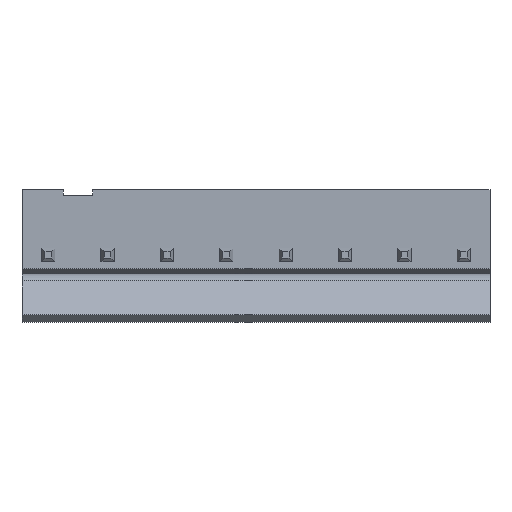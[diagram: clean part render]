
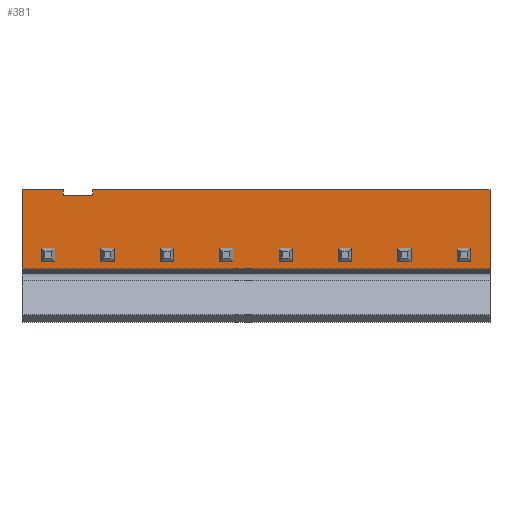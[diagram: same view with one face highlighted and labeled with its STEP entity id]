
A CAD part, top view. The second image highlights one B-rep face of the part: STEP entity #381.
In plain terms, the highlighted planar face has unit normal (0, 0, 1).
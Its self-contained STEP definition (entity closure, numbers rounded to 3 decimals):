
#381=ADVANCED_FACE('',(#744),#746,.T.);
#744=FACE_BOUND('',#745,.T.);
#745=EDGE_LOOP('',(#1026,#1027,#1028,#1029,#1030,#1031,#1032,#1033));
#746=PLANE('',#747);
#747=AXIS2_PLACEMENT_3D('',#748,#749,#750);
#748=CARTESIAN_POINT('',(37.81,-1.19,3.2));
#749=DIRECTION('',(0.,-0.,1.));
#750=DIRECTION('',(0.,1.,0.));
#1026=ORIENTED_EDGE('',*,*,#1230,.T.);
#1027=ORIENTED_EDGE('',*,*,#1231,.T.);
#1028=ORIENTED_EDGE('',*,*,#1229,.T.);
#1029=ORIENTED_EDGE('',*,*,#1232,.F.);
#1030=ORIENTED_EDGE('',*,*,#1233,.F.);
#1031=ORIENTED_EDGE('',*,*,#1234,.T.);
#1032=ORIENTED_EDGE('',*,*,#1225,.T.);
#1033=ORIENTED_EDGE('',*,*,#1235,.T.);
#1225=EDGE_CURVE('',#1337,#1335,#1338,.T.);
#1229=EDGE_CURVE('',#1340,#1342,#1344,.T.);
#1230=EDGE_CURVE('',#1345,#1346,#1347,.F.);
#1231=EDGE_CURVE('',#1346,#1340,#1348,.F.);
#1232=EDGE_CURVE('',#1349,#1342,#1350,.T.);
#1233=EDGE_CURVE('',#1351,#1349,#1352,.T.);
#1234=EDGE_CURVE('',#1351,#1337,#1353,.T.);
#1235=EDGE_CURVE('',#1335,#1345,#1354,.F.);
#1335=VERTEX_POINT('',#1520);
#1337=VERTEX_POINT('',#1524);
#1338=LINE('',#1525,#1526);
#1340=VERTEX_POINT('',#1531);
#1342=VERTEX_POINT('',#1535);
#1344=LINE('',#1539,#1540);
#1345=VERTEX_POINT('',#1542);
#1346=VERTEX_POINT('',#1543);
#1347=LINE('',#1544,#1545);
#1348=LINE('',#1547,#1548);
#1349=VERTEX_POINT('',#1550);
#1350=LINE('',#1551,#1552);
#1351=VERTEX_POINT('',#1554);
#1352=LINE('',#1555,#1556);
#1353=LINE('',#1558,#1559);
#1354=LINE('',#1561,#1562);
#1520=CARTESIAN_POINT('',(3.79,5.6,3.2));
#1524=CARTESIAN_POINT('',(37.81,5.6,3.2));
#1525=CARTESIAN_POINT('',(37.81,5.6,3.2));
#1526=VECTOR('',#1527,1.);
#1527=DIRECTION('',(-1.,0.,0.));
#1531=CARTESIAN_POINT('',(1.29,5.6,3.2));
#1535=CARTESIAN_POINT('',(-2.25,5.6,3.2));
#1539=CARTESIAN_POINT('',(1.29,5.6,3.2));
#1540=VECTOR('',#1541,1.);
#1541=DIRECTION('',(-1.,0.,0.));
#1542=CARTESIAN_POINT('',(3.79,5.1,3.2));
#1543=CARTESIAN_POINT('',(1.29,5.1,3.2));
#1544=CARTESIAN_POINT('',(1.29,5.1,3.2));
#1545=VECTOR('',#1546,1.);
#1546=DIRECTION('',(1.,0.,0.));
#1547=CARTESIAN_POINT('',(1.29,5.6,3.2));
#1548=VECTOR('',#1549,1.);
#1549=DIRECTION('',(0.,-1.,0.));
#1550=CARTESIAN_POINT('',(-2.25,-1.19,3.2));
#1551=CARTESIAN_POINT('',(-2.25,-1.19,3.2));
#1552=VECTOR('',#1553,1.);
#1553=DIRECTION('',(0.,1.,0.));
#1554=CARTESIAN_POINT('',(37.81,-1.19,3.2));
#1555=CARTESIAN_POINT('',(37.81,-1.19,3.2));
#1556=VECTOR('',#1557,1.);
#1557=DIRECTION('',(-1.,0.,0.));
#1558=CARTESIAN_POINT('',(37.81,-1.19,3.2));
#1559=VECTOR('',#1560,1.);
#1560=DIRECTION('',(0.,1.,0.));
#1561=CARTESIAN_POINT('',(3.79,5.1,3.2));
#1562=VECTOR('',#1563,1.);
#1563=DIRECTION('',(0.,1.,0.));
